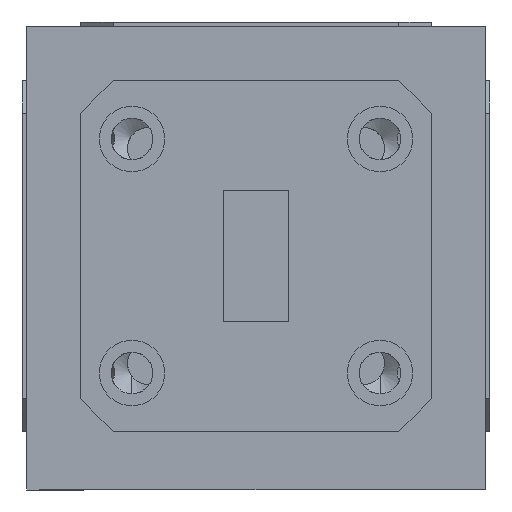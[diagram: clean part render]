
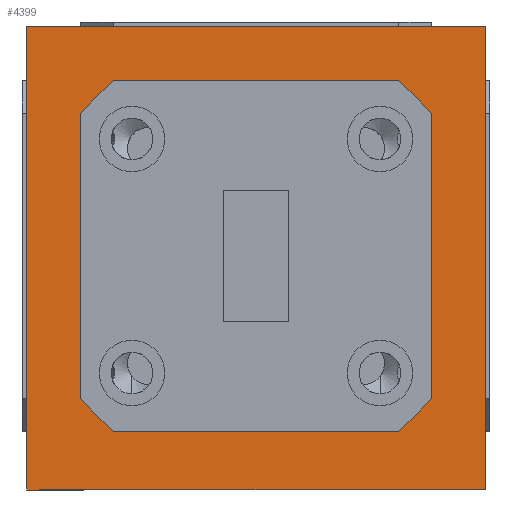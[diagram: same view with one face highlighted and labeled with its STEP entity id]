
A CAD part, front view. The second image highlights one B-rep face of the part: STEP entity #4399.
In plain terms, the highlighted planar face has unit normal (0, -1, 0).
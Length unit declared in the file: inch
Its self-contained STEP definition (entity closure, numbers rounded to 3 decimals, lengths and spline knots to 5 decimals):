
#58 = DIRECTION ( 'NONE',  ( 1., 0., 0. ) ) ;
#119 = EDGE_CURVE ( 'NONE', #8536, #1123, #3273, .T. ) ;
#167 = CARTESIAN_POINT ( 'NONE',  ( 0.305, -0.865, -0.375 ) ) ;
#168 = CARTESIAN_POINT ( 'NONE',  ( -0.49, -0.865, -0.5 ) ) ;
#191 = DIRECTION ( 'NONE',  ( -1., 0., 0. ) ) ;
#219 = EDGE_CURVE ( 'NONE', #4539, #4719, #2530, .T. ) ;
#591 = VERTEX_POINT ( 'NONE', #6823 ) ;
#616 = VECTOR ( 'NONE', #13257, 39.37008 ) ;
#634 = EDGE_CURVE ( 'NONE', #10067, #7889, #7211, .T. ) ;
#847 = CARTESIAN_POINT ( 'NONE',  ( -0.305, -0.865, -0.375 ) ) ;
#1070 = CARTESIAN_POINT ( 'NONE',  ( -0.305, -0.865, -0.375 ) ) ;
#1123 = VERTEX_POINT ( 'NONE', #11447 ) ;
#1361 = VERTEX_POINT ( 'NONE', #15970 ) ;
#1744 = CARTESIAN_POINT ( 'NONE',  ( -0.375, -0.865, -0.305 ) ) ;
#1773 = ORIENTED_EDGE ( 'NONE', *, *, #9814, .F. ) ;
#1888 = LINE ( 'NONE', #4398, #13656 ) ;
#2052 = DIRECTION ( 'NONE',  ( 0.707, 0., 0.707 ) ) ;
#2280 = VERTEX_POINT ( 'NONE', #13125 ) ;
#2530 = LINE ( 'NONE', #11149, #5138 ) ;
#2550 = EDGE_LOOP ( 'NONE', ( #6298, #13305, #1773, #3242 ) ) ;
#3122 = LINE ( 'NONE', #6037, #7518 ) ;
#3242 = ORIENTED_EDGE ( 'NONE', *, *, #6411, .F. ) ;
#3273 = LINE ( 'NONE', #8172, #15210 ) ;
#3347 = DIRECTION ( 'NONE',  ( 0., 0., -1. ) ) ;
#3438 = CARTESIAN_POINT ( 'NONE',  ( 0.5, -0.865, -0.5 ) ) ;
#3642 = LINE ( 'NONE', #8393, #14846 ) ;
#4398 = CARTESIAN_POINT ( 'NONE',  ( -0.375, -0.865, -0.305 ) ) ;
#4399 = ADVANCED_FACE ( 'NONE', ( #15520, #11716 ), #9298, .T. ) ;
#4402 = CARTESIAN_POINT ( 'NONE',  ( 0.49, -0.865, -0.5 ) ) ;
#4539 = VERTEX_POINT ( 'NONE', #11854 ) ;
#4702 = ORIENTED_EDGE ( 'NONE', *, *, #11889, .F. ) ;
#4719 = VERTEX_POINT ( 'NONE', #10318 ) ;
#4774 = VERTEX_POINT ( 'NONE', #13603 ) ;
#4808 = LINE ( 'NONE', #13424, #5786 ) ;
#4920 = DIRECTION ( 'NONE',  ( 0., -1., 0. ) ) ;
#5138 = VECTOR ( 'NONE', #191, 39.37008 ) ;
#5754 = DIRECTION ( 'NONE',  ( 1., 0., 0. ) ) ;
#5786 = VECTOR ( 'NONE', #10857, 39.37008 ) ;
#5826 = VECTOR ( 'NONE', #5754, 39.37008 ) ;
#6014 = EDGE_CURVE ( 'NONE', #4774, #7889, #8075, .T. ) ;
#6037 = CARTESIAN_POINT ( 'NONE',  ( 0.305, -0.865, 0.375 ) ) ;
#6223 = EDGE_CURVE ( 'NONE', #14013, #14685, #1888, .T. ) ;
#6298 = ORIENTED_EDGE ( 'NONE', *, *, #634, .T. ) ;
#6304 = EDGE_CURVE ( 'NONE', #2280, #14013, #11666, .T. ) ;
#6332 = AXIS2_PLACEMENT_3D ( 'NONE', #8452, #4920, #13297 ) ;
#6411 = EDGE_CURVE ( 'NONE', #10067, #1361, #9802, .T. ) ;
#6601 = ORIENTED_EDGE ( 'NONE', *, *, #119, .F. ) ;
#6633 = LINE ( 'NONE', #847, #5826 ) ;
#6823 = CARTESIAN_POINT ( 'NONE',  ( 0.375, -0.865, 0.305 ) ) ;
#6956 = VECTOR ( 'NONE', #13026, 39.37008 ) ;
#7211 = LINE ( 'NONE', #3438, #12355 ) ;
#7518 = VECTOR ( 'NONE', #10836, 39.37008 ) ;
#7533 = EDGE_LOOP ( 'NONE', ( #11407, #13607, #10053, #9035, #9441, #4702, #6601, #11628 ) ) ;
#7889 = VERTEX_POINT ( 'NONE', #4402 ) ;
#8075 = LINE ( 'NONE', #12028, #15435 ) ;
#8172 = CARTESIAN_POINT ( 'NONE',  ( 0.305, -0.865, -0.375 ) ) ;
#8289 = EDGE_CURVE ( 'NONE', #4719, #2280, #3642, .T. ) ;
#8393 = CARTESIAN_POINT ( 'NONE',  ( -0.375, -0.865, 0.305 ) ) ;
#8452 = CARTESIAN_POINT ( 'NONE',  ( 0., -0.865, 0. ) ) ;
#8536 = VERTEX_POINT ( 'NONE', #167 ) ;
#9035 = ORIENTED_EDGE ( 'NONE', *, *, #219, .F. ) ;
#9269 = CARTESIAN_POINT ( 'NONE',  ( 0.375, -0.865, -0.305 ) ) ;
#9298 = PLANE ( 'NONE',  #6332 ) ;
#9441 = ORIENTED_EDGE ( 'NONE', *, *, #14664, .F. ) ;
#9495 = VECTOR ( 'NONE', #14182, 39.37008 ) ;
#9802 = LINE ( 'NONE', #15707, #616 ) ;
#9814 = EDGE_CURVE ( 'NONE', #1361, #4774, #4808, .T. ) ;
#10053 = ORIENTED_EDGE ( 'NONE', *, *, #8289, .F. ) ;
#10067 = VERTEX_POINT ( 'NONE', #168 ) ;
#10318 = CARTESIAN_POINT ( 'NONE',  ( -0.305, -0.865, 0.375 ) ) ;
#10351 = CARTESIAN_POINT ( 'NONE',  ( -0.375, -0.865, -0.305 ) ) ;
#10559 = DIRECTION ( 'NONE',  ( 0.707, 0., -0.707 ) ) ;
#10714 = LINE ( 'NONE', #9269, #9495 ) ;
#10836 = DIRECTION ( 'NONE',  ( -0.707, 0., 0.707 ) ) ;
#10857 = DIRECTION ( 'NONE',  ( 1., 0., 0. ) ) ;
#10881 = EDGE_CURVE ( 'NONE', #14685, #8536, #6633, .T. ) ;
#11149 = CARTESIAN_POINT ( 'NONE',  ( -0.305, -0.865, 0.375 ) ) ;
#11407 = ORIENTED_EDGE ( 'NONE', *, *, #6223, .F. ) ;
#11447 = CARTESIAN_POINT ( 'NONE',  ( 0.375, -0.865, -0.305 ) ) ;
#11628 = ORIENTED_EDGE ( 'NONE', *, *, #10881, .F. ) ;
#11666 = LINE ( 'NONE', #1744, #6956 ) ;
#11716 = FACE_OUTER_BOUND ( 'NONE', #2550, .T. ) ;
#11854 = CARTESIAN_POINT ( 'NONE',  ( 0.305, -0.865, 0.375 ) ) ;
#11889 = EDGE_CURVE ( 'NONE', #1123, #591, #10714, .T. ) ;
#12028 = CARTESIAN_POINT ( 'NONE',  ( 0.49, -0.865, 0. ) ) ;
#12355 = VECTOR ( 'NONE', #58, 39.37008 ) ;
#13026 = DIRECTION ( 'NONE',  ( 0., 0., -1. ) ) ;
#13125 = CARTESIAN_POINT ( 'NONE',  ( -0.375, -0.865, 0.305 ) ) ;
#13257 = DIRECTION ( 'NONE',  ( 0., 0., 1. ) ) ;
#13297 = DIRECTION ( 'NONE',  ( 0., 0., 1. ) ) ;
#13305 = ORIENTED_EDGE ( 'NONE', *, *, #6014, .F. ) ;
#13424 = CARTESIAN_POINT ( 'NONE',  ( 0., -0.865, 0.49 ) ) ;
#13603 = CARTESIAN_POINT ( 'NONE',  ( 0.49, -0.865, 0.49 ) ) ;
#13607 = ORIENTED_EDGE ( 'NONE', *, *, #6304, .F. ) ;
#13656 = VECTOR ( 'NONE', #10559, 39.37008 ) ;
#14013 = VERTEX_POINT ( 'NONE', #10351 ) ;
#14182 = DIRECTION ( 'NONE',  ( 0., 0., 1. ) ) ;
#14664 = EDGE_CURVE ( 'NONE', #591, #4539, #3122, .T. ) ;
#14685 = VERTEX_POINT ( 'NONE', #1070 ) ;
#14713 = DIRECTION ( 'NONE',  ( -0.707, 0., -0.707 ) ) ;
#14846 = VECTOR ( 'NONE', #14713, 39.37008 ) ;
#15210 = VECTOR ( 'NONE', #2052, 39.37008 ) ;
#15435 = VECTOR ( 'NONE', #3347, 39.37008 ) ;
#15520 = FACE_BOUND ( 'NONE', #7533, .T. ) ;
#15707 = CARTESIAN_POINT ( 'NONE',  ( -0.49, -0.865, 0. ) ) ;
#15970 = CARTESIAN_POINT ( 'NONE',  ( -0.49, -0.865, 0.49 ) ) ;
